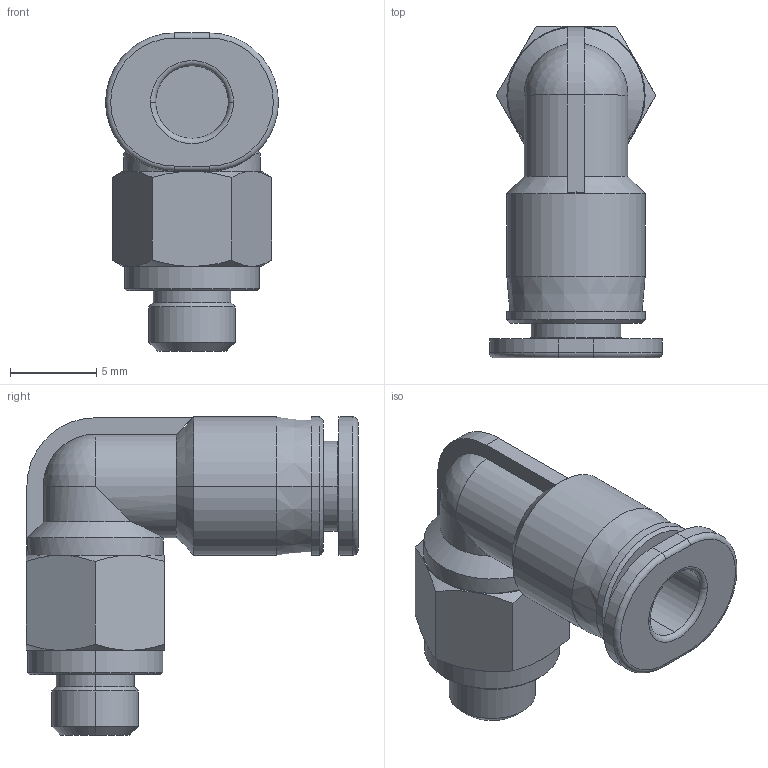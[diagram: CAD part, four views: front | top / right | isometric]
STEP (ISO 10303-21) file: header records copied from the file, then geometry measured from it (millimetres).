
FILE_DESCRIPTION((''),'2;1');
FILE_NAME('PL04M5C-mdt.stp','2017-07-24T14:46:33',(''),(''),'Mechanical Desktop 2009','Mechanical Desktop 2009',', , ');
FILE_SCHEMA(('CONFIG_CONTROL_DESIGN'));
Length unit declared in the file: millimetre
Products named in the file (4): PL04M5C-MDTA; PL04M5C-MDT; COLLAR-L04C; NLM5C
Assembly tree (4 placements, depth 2):
  PL04M5C-MDTA
    PL04M5C-MDT
    COLLAR-L04C  x2
    NLM5C
Bounding box: 10 x 19.2 x 18.4 mm (x, y, z)
Volume: 1048.5 mm3; surface area: 1083.5 mm2
Topology: 1 solids, 1 shells, 95 faces, 210 edges, 120 vertices
Faces by surface type: plane 30, cylinder 29, cone 26, bspline 4, torus 4, sphere 2
Entity records: 2886 total; most frequent: CARTESIAN_POINT 687, DIRECTION 471, ORIENTED_EDGE 418, EDGE_CURVE 209, AXIS2_PLACEMENT_3D 196, VERTEX_POINT 120, EDGE_LOOP 103, CIRCLE 96
